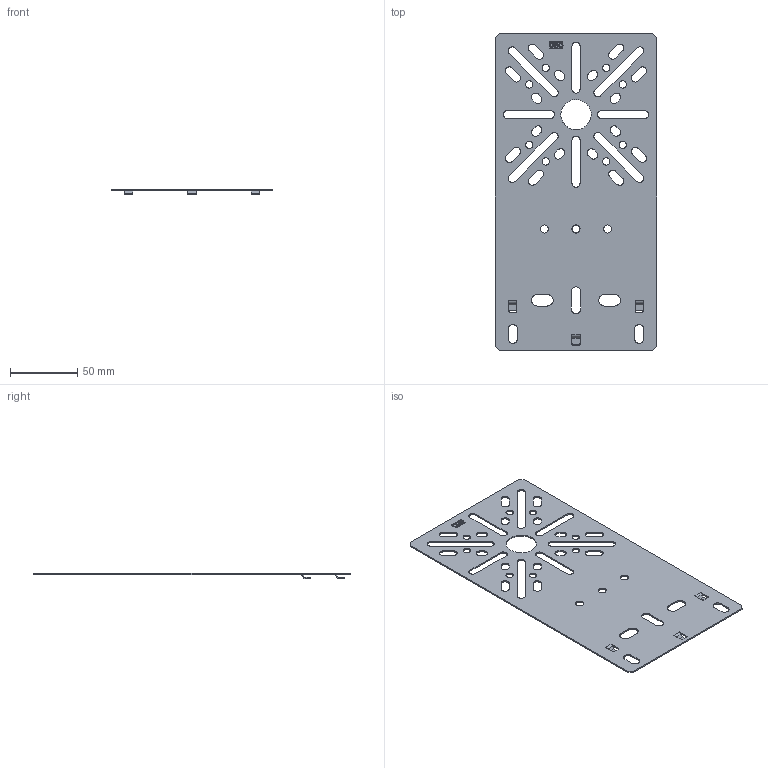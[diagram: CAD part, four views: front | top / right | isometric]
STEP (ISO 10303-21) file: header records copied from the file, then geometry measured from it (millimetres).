
FILE_DESCRIPTION(/* description */ (''),/* implementation_level */ '2;1');
FILE_NAME(/* name */ '7084757',/* time_stamp */ '2015-01-12T16:07:38+01:00',/* author */ (''),/* organization */ (''),/* preprocessor_version */ 'ST-DEVELOPER v15',/* originating_system */ '',/* authorisation */ '');
FILE_SCHEMA (('AUTOMOTIVE_DESIGN'));
Length unit declared in the file: millimetre
Products named in the file (1): Document
Bounding box: 120 x 235 x 4 mm (x, y, z)
Volume: 23981.6 mm3; surface area: 50515.2 mm2
Topology: 1 solids, 1 shells, 272 faces, 771 edges, 510 vertices
Faces by surface type: bspline 148, plane 124
Entity records: 10089 total; most frequent: CARTESIAN_POINT 5490, ORIENTED_EDGE 1542, EDGE_CURVE 771, VERTEX_POINT 510, EDGE_LOOP 369, B_SPLINE_CURVE_WITH_KNOTS 369, ADVANCED_FACE 272, FACE_OUTER_BOUND 272
